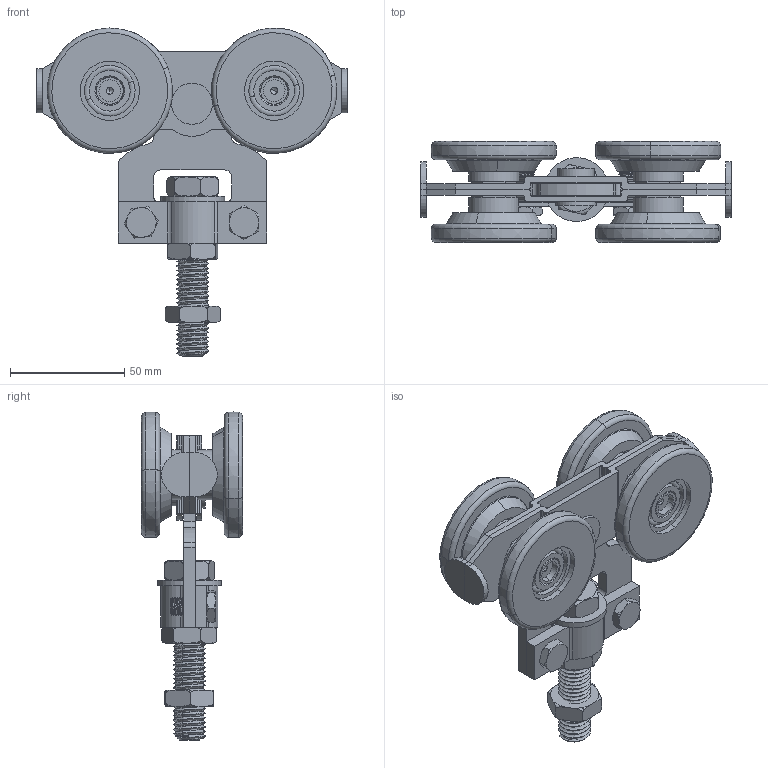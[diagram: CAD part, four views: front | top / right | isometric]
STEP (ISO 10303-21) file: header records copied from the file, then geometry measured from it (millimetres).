
FILE_DESCRIPTION((''),'2;1');
FILE_NAME('2265.stp','2006-08-02T15:16:03',('DIDIERR'),(''),'Autodesk Inventor 9','Autodesk Inventor 9','');
FILE_SCHEMA(('AUTOMOTIVE_DESIGN { 1 0 10303 214 1 1 1 1 }'));
Length unit declared in the file: millimetre
Products named in the file (15): 2265; 15337; 15172; 15338; 14996; 15742; 15179; 14995; vis TH M8x16; vis_TH_M8x16_corps; vis TH M14x70; vis TH M14x70 corps; vis TH M14x70 helicoidal; 15340; 06014
Assembly tree (24 placements, depth 3):
  2265
    15337  x2
    15172
    15338  x4
    14996
    15742
    15179  x2
    14995
    vis TH M8x16  x2
      vis_TH_M8x16_corps
    vis TH M14x70
      vis TH M14x70 corps
      vis TH M14x70 helicoidal
    15340  x4
    06014  x2
Bounding box: 136 x 44.25 x 143.69 mm (x, y, z)
Volume: 164461.6 mm3; surface area: 87693 mm2
Topology: 22 solids, 22 shells, 744 faces, 1917 edges, 1244 vertices
Faces by surface type: cylinder 328, plane 218, bspline 96, cone 70, torus 32
Entity records: 20018 total; most frequent: CARTESIAN_POINT 9771, ORIENTED_EDGE 2164, DIRECTION 1946, EDGE_CURVE 1082, AXIS2_PLACEMENT_3D 732, VERTEX_POINT 709, VECTOR 482, LINE 482
